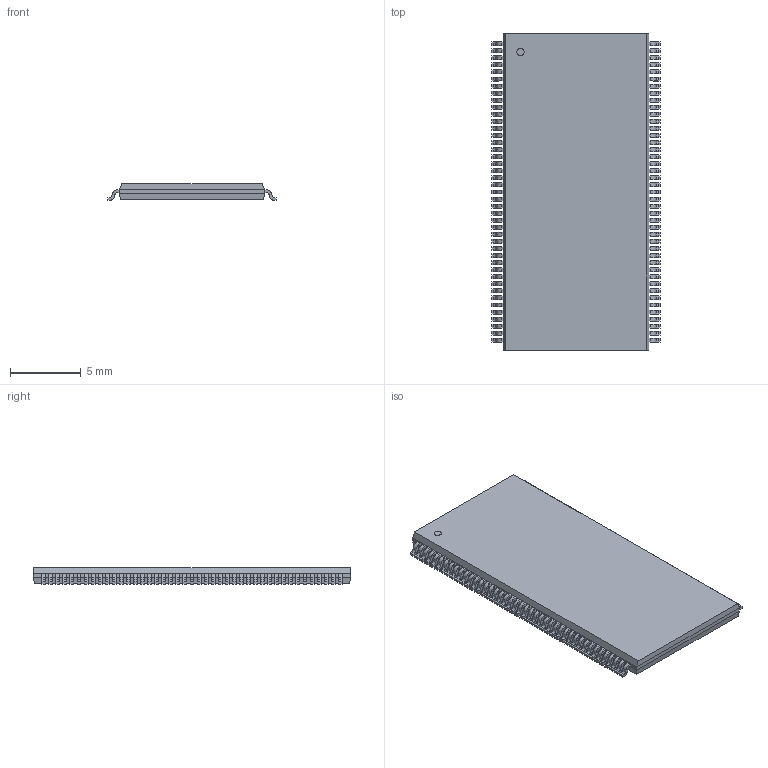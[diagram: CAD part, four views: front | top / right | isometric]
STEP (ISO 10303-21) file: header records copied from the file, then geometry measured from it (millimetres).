
FILE_DESCRIPTION(('STEP AP214'),'1');
FILE_NAME('TSOP-86_11P9X22P4_ISI','2024-07-04T07:58:16',(''),(''),'','','');
FILE_SCHEMA(('AUTOMOTIVE_DESIGN'));
Length unit declared in the file: millimetre
Products named in the file (1): product
Bounding box: 11.96 x 22.43 x 1.2 mm (x, y, z)
Volume: 266 mm3; surface area: 626.2 mm2
Topology: 88 solids, 88 shells, 1221 faces, 3127 edges, 2082 vertices
Faces by surface type: plane 876, cylinder 345
Full cylindrical faces by diameter (mm): 0.514 x1
Entity records: 35301 total; most frequent: DIRECTION 6262, ORIENTED_EDGE 6252, CARTESIAN_POINT 3651, EDGE_CURVE 3126, LINE 2436, VECTOR 2436, VERTEX_POINT 2082, AXIS2_PLACEMENT_3D 1913
